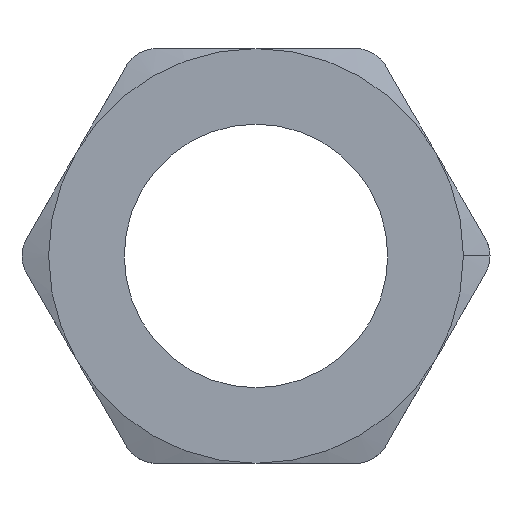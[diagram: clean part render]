
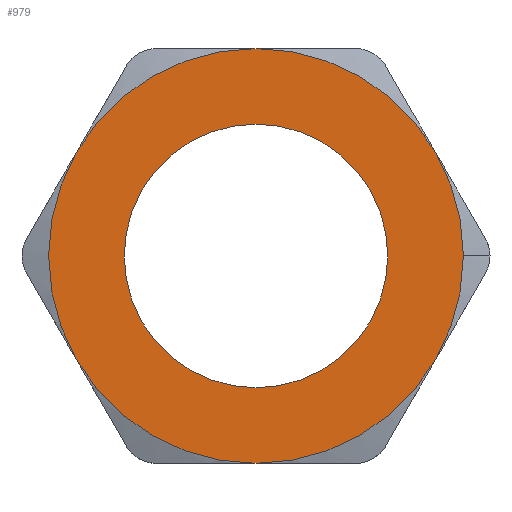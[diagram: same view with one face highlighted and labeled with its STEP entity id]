
A CAD part, top view. The second image highlights one B-rep face of the part: STEP entity #979.
In plain terms, the highlighted planar face has unit normal (0, 0, 1).
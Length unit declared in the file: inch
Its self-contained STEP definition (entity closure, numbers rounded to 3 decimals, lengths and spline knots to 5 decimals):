
#46 = VERTEX_POINT ( 'NONE', #1362 ) ;
#54 = EDGE_CURVE ( 'NONE', #46, #60, #1412, .T. ) ;
#60 = VERTEX_POINT ( 'NONE', #1399 ) ;
#770 = VERTEX_POINT ( 'NONE', #2114 ) ;
#792 = VERTEX_POINT ( 'NONE', #2140 ) ;
#810 = EDGE_CURVE ( 'NONE', #811, #812, #2186, .T. ) ;
#811 = VERTEX_POINT ( 'NONE', #2181 ) ;
#812 = VERTEX_POINT ( 'NONE', #2180 ) ;
#833 = VERTEX_POINT ( 'NONE', #2202 ) ;
#852 = VERTEX_POINT ( 'NONE', #2270 ) ;
#895 = VERTEX_POINT ( 'NONE', #2366 ) ;
#959 = ORIENTED_EDGE ( 'NONE', *, *, #54, .T. ) ;
#960 = ORIENTED_EDGE ( 'NONE', *, *, #961, .T. ) ;
#961 = EDGE_CURVE ( 'NONE', #833, #811, #2556, .T. ) ;
#962 = ORIENTED_EDGE ( 'NONE', *, *, #810, .T. ) ;
#963 = ORIENTED_EDGE ( 'NONE', *, *, #964, .T. ) ;
#964 = EDGE_CURVE ( 'NONE', #812, #895, #2551, .T. ) ;
#965 = ORIENTED_EDGE ( 'NONE', *, *, #966, .T. ) ;
#966 = EDGE_CURVE ( 'NONE', #895, #852, #2546, .T. ) ;
#967 = ORIENTED_EDGE ( 'NONE', *, *, #968, .T. ) ;
#968 = EDGE_CURVE ( 'NONE', #852, #792, #2541, .T. ) ;
#969 = ORIENTED_EDGE ( 'NONE', *, *, #970, .T. ) ;
#970 = EDGE_CURVE ( 'NONE', #792, #770, #2536, .T. ) ;
#979 = ADVANCED_FACE ( 'NONE', ( #2569, #2568 ), #2567, .T. ) ;
#980 = EDGE_LOOP ( 'NONE', ( #981, #959 ) ) ;
#981 = ORIENTED_EDGE ( 'NONE', *, *, #982, .T. ) ;
#982 = EDGE_CURVE ( 'NONE', #60, #46, #2565, .T. ) ;
#983 = EDGE_LOOP ( 'NONE', ( #960, #962, #963, #965, #967, #969, #1023 ) ) ;
#1023 = ORIENTED_EDGE ( 'NONE', *, *, #1024, .T. ) ;
#1024 = EDGE_CURVE ( 'NONE', #770, #833, #2627, .T. ) ;
#1362 = CARTESIAN_POINT ( 'NONE',  ( 0.375, 0., 0.14 ) ) ;
#1399 = CARTESIAN_POINT ( 'NONE',  ( -0.375, 0., 0.14 ) ) ;
#1408 = DIRECTION ( 'NONE',  ( -1., 0., 0. ) ) ;
#1409 = DIRECTION ( 'NONE',  ( 0., 0., -1. ) ) ;
#1410 = CARTESIAN_POINT ( 'NONE',  ( 0., 0., 0.14 ) ) ;
#1411 = AXIS2_PLACEMENT_3D ( 'NONE', #1410, #1409, #1408 ) ;
#1412 = CIRCLE ( 'NONE', #1411, 0.375 ) ;
#2114 = CARTESIAN_POINT ( 'NONE',  ( 0., -0.59, 0.14 ) ) ;
#2140 = CARTESIAN_POINT ( 'NONE',  ( -0.51095, -0.295, 0.14 ) ) ;
#2180 = CARTESIAN_POINT ( 'NONE',  ( 0.51095, 0.295, 0.14 ) ) ;
#2181 = CARTESIAN_POINT ( 'NONE',  ( 0.59, 0., 0.14 ) ) ;
#2182 = DIRECTION ( 'NONE',  ( 1., 0., 0. ) ) ;
#2183 = DIRECTION ( 'NONE',  ( 0., 0., 1. ) ) ;
#2184 = CARTESIAN_POINT ( 'NONE',  ( 0., 0., 0.14 ) ) ;
#2185 = AXIS2_PLACEMENT_3D ( 'NONE', #2184, #2183, #2182 ) ;
#2186 = CIRCLE ( 'NONE', #2185, 0.59 ) ;
#2202 = CARTESIAN_POINT ( 'NONE',  ( 0.51095, -0.295, 0.14 ) ) ;
#2270 = CARTESIAN_POINT ( 'NONE',  ( -0.51095, 0.295, 0.14 ) ) ;
#2366 = CARTESIAN_POINT ( 'NONE',  ( 0., 0.59, 0.14 ) ) ;
#2532 = DIRECTION ( 'NONE',  ( 1., 0., 0. ) ) ;
#2533 = DIRECTION ( 'NONE',  ( 0., 0., 1. ) ) ;
#2534 = CARTESIAN_POINT ( 'NONE',  ( 0., 0., 0.14 ) ) ;
#2535 = AXIS2_PLACEMENT_3D ( 'NONE', #2534, #2533, #2532 ) ;
#2536 = CIRCLE ( 'NONE', #2535, 0.59 ) ;
#2537 = DIRECTION ( 'NONE',  ( 1., 0., 0. ) ) ;
#2538 = DIRECTION ( 'NONE',  ( 0., 0., 1. ) ) ;
#2539 = CARTESIAN_POINT ( 'NONE',  ( 0., 0., 0.14 ) ) ;
#2540 = AXIS2_PLACEMENT_3D ( 'NONE', #2539, #2538, #2537 ) ;
#2541 = CIRCLE ( 'NONE', #2540, 0.59 ) ;
#2542 = DIRECTION ( 'NONE',  ( 1., 0., 0. ) ) ;
#2543 = DIRECTION ( 'NONE',  ( 0., 0., 1. ) ) ;
#2544 = CARTESIAN_POINT ( 'NONE',  ( 0., 0., 0.14 ) ) ;
#2545 = AXIS2_PLACEMENT_3D ( 'NONE', #2544, #2543, #2542 ) ;
#2546 = CIRCLE ( 'NONE', #2545, 0.59 ) ;
#2547 = DIRECTION ( 'NONE',  ( 1., 0., 0. ) ) ;
#2548 = DIRECTION ( 'NONE',  ( 0., 0., 1. ) ) ;
#2549 = CARTESIAN_POINT ( 'NONE',  ( 0., 0., 0.14 ) ) ;
#2550 = AXIS2_PLACEMENT_3D ( 'NONE', #2549, #2548, #2547 ) ;
#2551 = CIRCLE ( 'NONE', #2550, 0.59 ) ;
#2552 = DIRECTION ( 'NONE',  ( 1., 0., 0. ) ) ;
#2553 = DIRECTION ( 'NONE',  ( 0., 0., 1. ) ) ;
#2554 = CARTESIAN_POINT ( 'NONE',  ( 0., 0., 0.14 ) ) ;
#2555 = AXIS2_PLACEMENT_3D ( 'NONE', #2554, #2553, #2552 ) ;
#2556 = CIRCLE ( 'NONE', #2555, 0.59 ) ;
#2558 = DIRECTION ( 'NONE',  ( -1., 0., 0. ) ) ;
#2559 = DIRECTION ( 'NONE',  ( 0., 0., -1. ) ) ;
#2560 = CARTESIAN_POINT ( 'NONE',  ( 0., 0., 0.14 ) ) ;
#2561 = AXIS2_PLACEMENT_3D ( 'NONE', #2560, #2559, #2558 ) ;
#2562 = DIRECTION ( 'NONE',  ( 1., 0., 0. ) ) ;
#2563 = DIRECTION ( 'NONE',  ( 0., 0., 1. ) ) ;
#2564 = AXIS2_PLACEMENT_3D ( 'NONE', #2566, #2563, #2562 ) ;
#2565 = CIRCLE ( 'NONE', #2561, 0.375 ) ;
#2566 = CARTESIAN_POINT ( 'NONE',  ( -1.02191, -0.59, 0.14 ) ) ;
#2567 = PLANE ( 'NONE',  #2564 ) ;
#2568 = FACE_OUTER_BOUND ( 'NONE', #983, .T. ) ;
#2569 = FACE_BOUND ( 'NONE', #980, .T. ) ;
#2623 = DIRECTION ( 'NONE',  ( 1., 0., 0. ) ) ;
#2624 = DIRECTION ( 'NONE',  ( 0., 0., 1. ) ) ;
#2625 = CARTESIAN_POINT ( 'NONE',  ( 0., 0., 0.14 ) ) ;
#2626 = AXIS2_PLACEMENT_3D ( 'NONE', #2625, #2624, #2623 ) ;
#2627 = CIRCLE ( 'NONE', #2626, 0.59 ) ;
